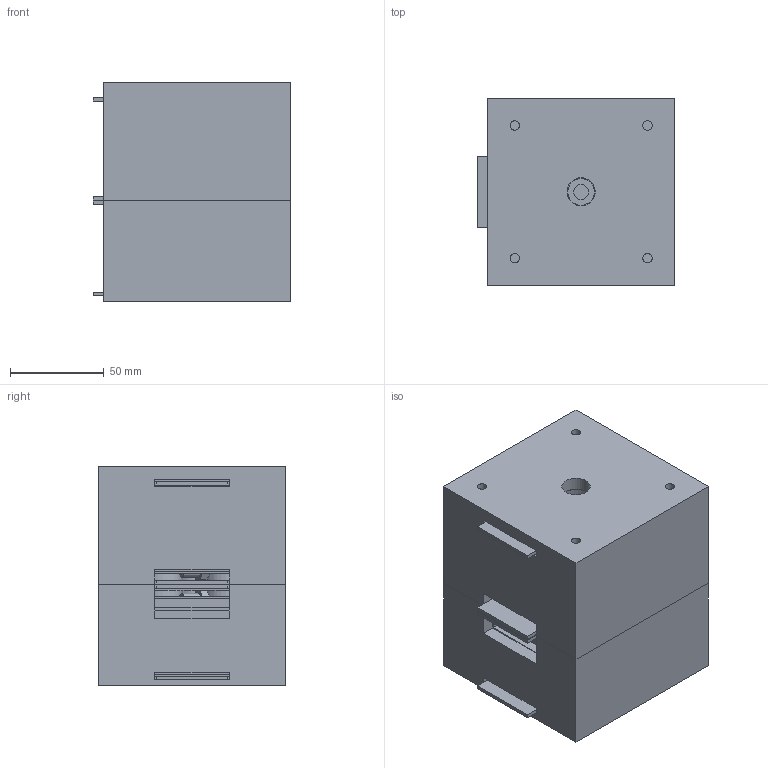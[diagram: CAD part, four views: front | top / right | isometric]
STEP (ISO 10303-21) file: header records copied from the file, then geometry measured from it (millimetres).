
FILE_DESCRIPTION(/* description */ (''),/* implementation_level */ '2;1');
FILE_NAME(/* name */ 'LEM_Versione_PIPS_Mirion v34.step',/* time_stamp */ '2023-08-22T14:09:50+02:00',/* author */ (''),/* organization */ (''),/* preprocessor_version */ 'ST-DEVELOPER v20',/* originating_system */ 'Autodesk Translation Framework v12.9.0.99',/* authorisation */ '');
FILE_SCHEMA (('AUTOMOTIVE_DESIGN { 1 0 10303 214 3 1 1 }'));
Length unit declared in the file: millimetre
Products named in the file (57): LEM_Versione_PIPS_Mirion; AlScrew_Thick (1) (1); SiliconDetector_Thin (2) (1); AlScrew_Thick (4) (1); SiliconDetector_Thick (3) (1); PlasticVetoTop (1); BakeliteBoardBottom (1); AlFrame_Thin (4) (1); BakeliteBoardCalo (1); SiliconDetector_Thick (4) (1); AlScrew_Thick (3) (1); SiliconDetector_Thick (1) (1); SiliconDetector_Thin (3) (1); Calo; SiliconDetector_Thin (5); AlFrame_Thin (1) (1); AlScrew_Thin (3) (1); AlFrame_Thin (5); AlScrew_Thin (5); AlScrew_Thin (1) (1); SiliconDetector_Thin (4) (1); AlFrame_Thin (3) (1); AlScrew_Thin (4) (1); BakeliteBoardTop (1); AlScrew (1) (1); AlScrew (2) (1); AlScrew_Thick (2) (1); PlasticVetoBottom (1); AlBottom (1); AlScrew (4); AlFrame_Thick (10); AlScrew_Thin (2) (1); AlFrame_Thin (2) (1); AlScrew (3) (1); SiliconDetector_Thin (1) (1); AlShieldLower (1); BakeliteCable_Thin (5); AlFrame_Thick (8) (1); BakeliteCable_Thin (4) (1); AlShieldUpper (1) ...
Assembly tree (56 placements, depth 2):
  LEM_Versione_PIPS_Mirion
    AlScrew_Thick (1) (1)
    SiliconDetector_Thin (2) (1)
    AlScrew_Thick (4) (1)
    SiliconDetector_Thick (3) (1)
    PlasticVetoTop (1)
    BakeliteBoardBottom (1)
    AlFrame_Thin (4) (1)
    BakeliteBoardCalo (1)
    SiliconDetector_Thick (4) (1)
    AlScrew_Thick (3) (1)
    SiliconDetector_Thick (1) (1)
    SiliconDetector_Thin (3) (1)
    Calo
    SiliconDetector_Thin (5)
    AlFrame_Thin (1) (1)
    AlScrew_Thin (3) (1)
    AlFrame_Thin (5)
    AlScrew_Thin (5)
    AlScrew_Thin (1) (1)
    SiliconDetector_Thin (4) (1)
    AlFrame_Thin (3) (1)
    AlScrew_Thin (4) (1)
    BakeliteBoardTop (1)
    AlScrew (1) (1)
    AlScrew (2) (1)
    AlScrew_Thick (2) (1)
    PlasticVetoBottom (1)
    AlBottom (1)
    AlScrew (4)
    AlFrame_Thick (10)
    AlScrew_Thin (2) (1)
    AlFrame_Thin (2) (1)
    AlScrew (3) (1)
    SiliconDetector_Thin (1) (1)
    AlShieldLower (1)
    BakeliteCable_Thin (5)
    AlFrame_Thick (8) (1)
    BakeliteCable_Thin (4) (1)
    AlShieldUpper (1)
    BakeliteCable_Thin (1) (1)
    AlFrame_Thick (3) (1)
    BakeliteCable_Thin (2) (1)
    SiliconDetector_Thick (2) (1)
    AlFrame_Thick (5) (1)
    AlFrame_Thick (9) (1)
    BakeliteCable_Thin (3) (1)
    BakeliteBoardMiddleUpper (4)
    BakeliteBoardMiddleLower (1)
    AlScrew_Thick (5)
    AlFrame_Thick (2) (1)
    AlTop (1)
    AlFrame_Thick (4) (1)
    SiliconDetector_Thick (5)
    AlFrame_Thick (7) (1)
    AlFrame_Thick (6) (1)
    AlFrame_Thick (1) (1)
Bounding box: 105.5 x 100 x 117 mm (x, y, z)
Volume: 897512.6 mm3; surface area: 352344 mm2
Topology: 56 solids, 56 shells, 545 faces, 1229 edges, 819 vertices
Faces by surface type: plane 377, cylinder 167, cone 1
Full cylindrical faces by diameter (mm): 5 x48, 5.092 x16, 8 x4, 9 x2, 13.8 x16, 14.2 x1, 15 x1, 15.4 x2, 15.8 x8, 17.2 x3, 17.4 x2, 19.4 x2, 20.9 x4, 21.5 x8, 24 x12, 24.1 x8, 26 x1, 26.1 x8, 29 x1
Entity records: 17803 total; most frequent: CARTESIAN_POINT 3056, DIRECTION 2900, ORIENTED_EDGE 2458, EDGE_CURVE 1229, AXIS2_PLACEMENT_3D 1043, VERTEX_POINT 819, LINE 814, VECTOR 814
